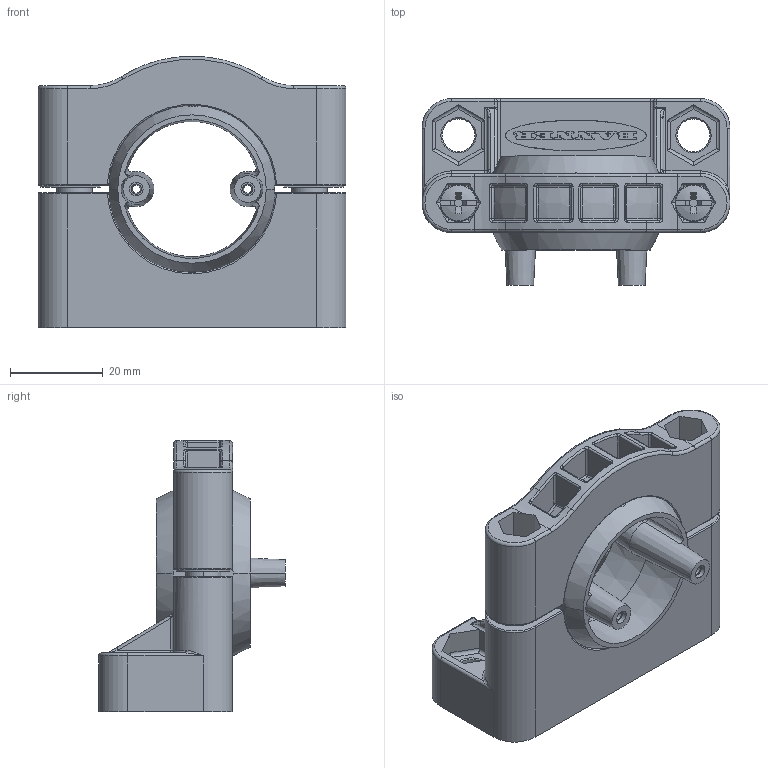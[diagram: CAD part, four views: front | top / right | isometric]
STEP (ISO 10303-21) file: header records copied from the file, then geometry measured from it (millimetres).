
FILE_DESCRIPTION((''),'2;1');
FILE_NAME('141768_SW','2008-08-08T',('banengservice'),('BANNER ENGINEERING'),'PRO/ENGINEER BY PARAMETRIC TECHNOLOGY CORPORATION, 2006170','PRO/ENGINEER BY PARAMETRIC TECHNOLOGY CORPORATION, 2006170','');
FILE_SCHEMA(('CONFIG_CONTROL_DESIGN'));
Length unit declared in the file: inch
Products named in the file (1): 141768_SW
Bounding box: 66.55 x 40.39 x 58.67 mm (x, y, z)
Volume: 39393.4 mm3; surface area: 25137.2 mm2
Topology: 2 solids, 2 shells, 821 faces, 2105 edges, 1314 vertices
Faces by surface type: plane 288, cylinder 261, torus 95, bspline 87, sphere 53, cone 30, extrusion 7
Entity records: 31604 total; most frequent: CARTESIAN_POINT 12044, ORIENTED_EDGE 4206, DIRECTION 3980, EDGE_CURVE 2103, AXIS2_PLACEMENT_3D 1532, VERTEX_POINT 1314, VECTOR 916, LINE 909
